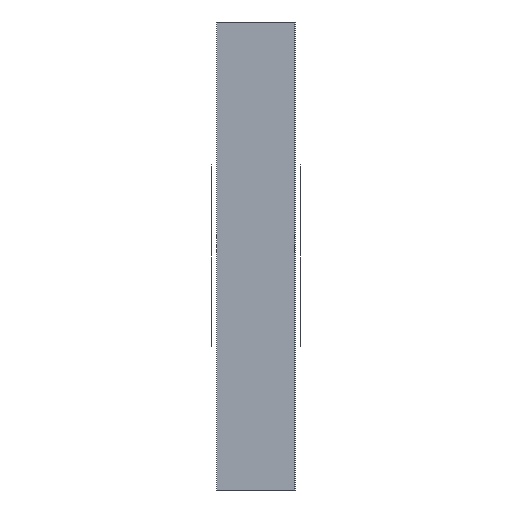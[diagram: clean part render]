
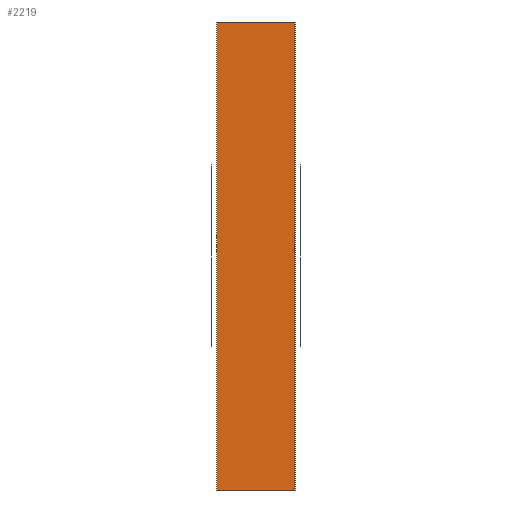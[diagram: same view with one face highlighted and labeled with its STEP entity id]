
A CAD part, left-side view. The second image highlights one B-rep face of the part: STEP entity #2219.
In plain terms, the highlighted planar face has unit normal (-1, 0, 0).
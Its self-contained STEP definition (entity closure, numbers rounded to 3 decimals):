
#461=FACE_OUTER_BOUND('',#555,.T.);
#555=EDGE_LOOP('',(#1764,#1765,#1766,#1767));
#645=LINE('',#3316,#833);
#651=LINE('',#3328,#839);
#653=LINE('',#3332,#841);
#655=LINE('',#3335,#843);
#833=VECTOR('',#2585,1.);
#839=VECTOR('',#2595,1.);
#841=VECTOR('',#2599,1.);
#843=VECTOR('',#2603,1.);
#1020=VERTEX_POINT('',#3312);
#1022=VERTEX_POINT('',#3315);
#1026=VERTEX_POINT('',#3327);
#1027=VERTEX_POINT('',#3331);
#1381=EDGE_CURVE('',#1022,#1020,#645,.T.);
#1387=EDGE_CURVE('',#1022,#1026,#651,.T.);
#1389=EDGE_CURVE('',#1026,#1027,#653,.T.);
#1391=EDGE_CURVE('',#1027,#1020,#655,.T.);
#1764=ORIENTED_EDGE('',*,*,#1381,.T.);
#1765=ORIENTED_EDGE('',*,*,#1391,.F.);
#1766=ORIENTED_EDGE('',*,*,#1389,.F.);
#1767=ORIENTED_EDGE('',*,*,#1387,.F.);
#2125=PLANE('',#2315);
#2219=ADVANCED_FACE('',(#461),#2125,.F.);
#2315=AXIS2_PLACEMENT_3D('',#3336,#2604,#2605);
#2585=DIRECTION('',(0.,0.,1.));
#2595=DIRECTION('',(0.,1.,0.));
#2599=DIRECTION('',(0.,0.,1.));
#2603=DIRECTION('',(0.,-1.,0.));
#2604=DIRECTION('center_axis',(1.,0.,0.));
#2605=DIRECTION('ref_axis',(0.,0.,-1.));
#3312=CARTESIAN_POINT('',(38.33,33.784,13.21));
#3315=CARTESIAN_POINT('',(38.33,33.784,-4.79));
#3316=CARTESIAN_POINT('',(38.33,33.784,4.21));
#3327=CARTESIAN_POINT('',(38.33,36.784,-4.79));
#3328=CARTESIAN_POINT('',(38.33,32.784,-4.79));
#3331=CARTESIAN_POINT('',(38.33,36.784,13.21));
#3332=CARTESIAN_POINT('',(38.33,36.784,-4.79));
#3335=CARTESIAN_POINT('',(38.33,36.784,13.21));
#3336=CARTESIAN_POINT('Origin',(38.33,34.784,4.21));
